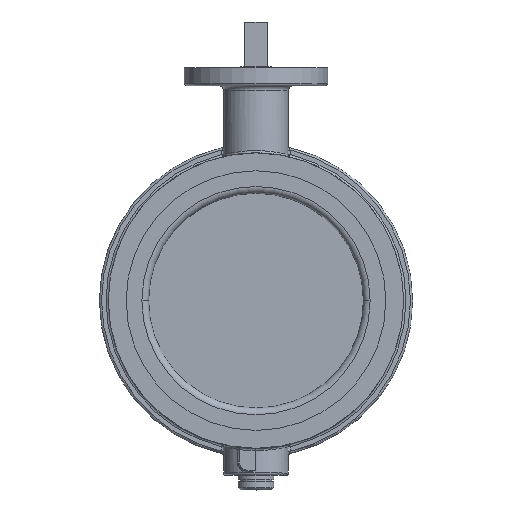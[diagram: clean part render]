
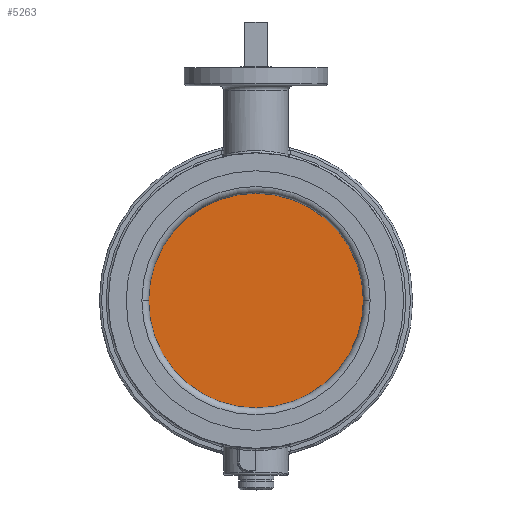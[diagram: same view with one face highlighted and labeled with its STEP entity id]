
A CAD part, top view. The second image highlights one B-rep face of the part: STEP entity #5263.
In plain terms, the highlighted planar face has unit normal (0, 0, 1).
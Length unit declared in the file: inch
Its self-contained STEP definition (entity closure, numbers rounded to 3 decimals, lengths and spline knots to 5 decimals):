
#1719=CARTESIAN_POINT('',(0.,0.,0.0625));
#1720=DIRECTION('',(0.,0.,1.));
#1721=DIRECTION('',(-1.,0.,0.));
#1722=AXIS2_PLACEMENT_3D('',#1719,#1720,#1721);
#1751=CARTESIAN_POINT('',(0.,0.,0.0625));
#1752=DIRECTION('',(0.,0.,1.));
#1753=DIRECTION('',(1.,0.,0.));
#1754=AXIS2_PLACEMENT_3D('',#1751,#1752,#1753);
#2075=CARTESIAN_POINT('',(-3.,0.,0.0625));
#2076=CARTESIAN_POINT('',(3.,0.,0.0625));
#2077=VERTEX_POINT('',#2075);
#2078=VERTEX_POINT('',#2076);
#5254=CARTESIAN_POINT('',(0.,0.,0.0625));
#5255=DIRECTION('',(0.,0.,1.));
#5256=DIRECTION('',(1.,0.,0.));
#5257=AXIS2_PLACEMENT_3D('',#5254,#5255,#5256);
#5258=PLANE('',#5257);
#5259=ORIENTED_EDGE('',*,*,#5191,.F.);
#5260=ORIENTED_EDGE('',*,*,#5222,.F.);
#5261=EDGE_LOOP('',(#5259,#5260));
#5262=FACE_OUTER_BOUND('',#5261,.F.);
#1723=CIRCLE('',#1722,3.);
#1755=CIRCLE('',#1754,3.);
#5191=EDGE_CURVE('',#2077,#2078,#1723,.T.);
#5222=EDGE_CURVE('',#2078,#2077,#1755,.T.);
#5263=ADVANCED_FACE('',(#5262),#5258,.T.);
